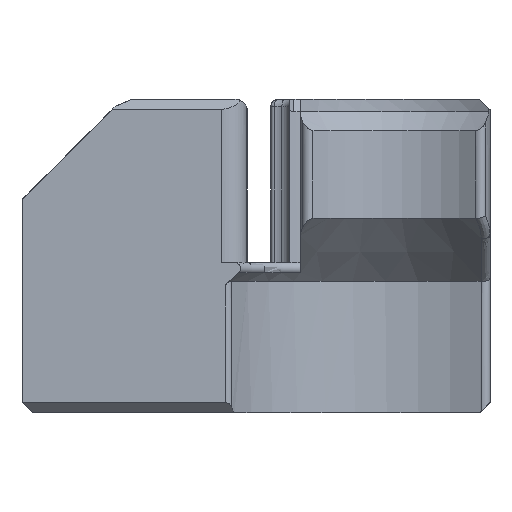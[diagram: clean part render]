
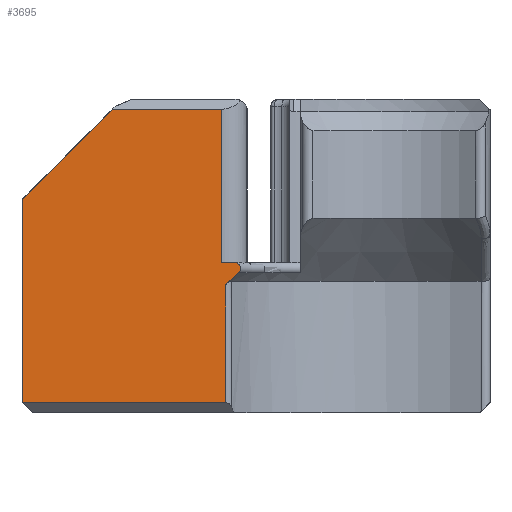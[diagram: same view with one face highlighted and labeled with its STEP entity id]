
A CAD part, front view. The second image highlights one B-rep face of the part: STEP entity #3695.
In plain terms, the highlighted planar face has unit normal (0, -1, 0).
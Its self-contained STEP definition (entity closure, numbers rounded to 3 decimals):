
#24=(
BOUNDED_CURVE()
B_SPLINE_CURVE(2,(#7805,#7806,#7807),.UNSPECIFIED.,.F.,.F.)
B_SPLINE_CURVE_WITH_KNOTS((3,3),(0.282,0.324),
 .UNSPECIFIED.)
CURVE()
GEOMETRIC_REPRESENTATION_ITEM()
RATIONAL_B_SPLINE_CURVE((1.535,1.572,1.607))
REPRESENTATION_ITEM('')
);
#92=PLANE('',#4167);
#209=LINE('',#7446,#419);
#214=LINE('',#7480,#424);
#276=LINE('',#7994,#486);
#277=LINE('',#7997,#487);
#293=LINE('',#8133,#503);
#301=LINE('',#8172,#511);
#302=LINE('',#8173,#512);
#419=VECTOR('',#4911,10.);
#424=VECTOR('',#4920,10.);
#486=VECTOR('',#5178,10.);
#487=VECTOR('',#5181,10.);
#503=VECTOR('',#5247,10.);
#511=VECTOR('',#5275,10.);
#512=VECTOR('',#5276,10.);
#883=FACE_OUTER_BOUND('',#1113,.T.);
#1113=EDGE_LOOP('',(#3371,#3372,#3373,#3374,#3375,#3376,#3377,#3378,#3379));
#1445=B_SPLINE_CURVE_WITH_KNOTS('',3,(#8155,#8156,#8157,#8158,#8159,#8160,
#8161,#8162,#8163,#8164,#8165,#8166,#8167,#8168,#8169,#8170),
 .UNSPECIFIED.,.F.,.F.,(4,2,2,2,2,2,2,4),(0.059,0.059,
0.069,0.078,0.087,0.096,
0.106,0.116),.UNSPECIFIED.);
#1656=VERTEX_POINT('',#7443);
#1657=VERTEX_POINT('',#7445);
#1662=VERTEX_POINT('',#7478);
#1732=VERTEX_POINT('',#7802);
#1733=VERTEX_POINT('',#7804);
#1753=VERTEX_POINT('',#7992);
#1754=VERTEX_POINT('',#7996);
#1771=VERTEX_POINT('',#8131);
#1776=VERTEX_POINT('',#8171);
#2132=EDGE_CURVE('',#1657,#1656,#209,.T.);
#2139=EDGE_CURVE('',#1656,#1662,#214,.T.);
#2246=EDGE_CURVE('',#1733,#1732,#24,.T.);
#2279=EDGE_CURVE('',#1753,#1733,#276,.T.);
#2280=EDGE_CURVE('',#1754,#1753,#277,.T.);
#2312=EDGE_CURVE('',#1657,#1771,#293,.T.);
#2323=EDGE_CURVE('',#1732,#1771,#1445,.T.);
#2324=EDGE_CURVE('',#1662,#1776,#301,.T.);
#2325=EDGE_CURVE('',#1776,#1754,#302,.T.);
#3371=ORIENTED_EDGE('',*,*,#2323,.T.);
#3372=ORIENTED_EDGE('',*,*,#2312,.F.);
#3373=ORIENTED_EDGE('',*,*,#2132,.T.);
#3374=ORIENTED_EDGE('',*,*,#2139,.T.);
#3375=ORIENTED_EDGE('',*,*,#2324,.T.);
#3376=ORIENTED_EDGE('',*,*,#2325,.T.);
#3377=ORIENTED_EDGE('',*,*,#2280,.T.);
#3378=ORIENTED_EDGE('',*,*,#2279,.T.);
#3379=ORIENTED_EDGE('',*,*,#2246,.T.);
#3695=ADVANCED_FACE('',(#883),#92,.F.);
#4167=AXIS2_PLACEMENT_3D('',#8154,#5273,#5274);
#4911=DIRECTION('',(0.,0.,1.));
#4920=DIRECTION('',(-1.,0.,0.));
#5178=DIRECTION('',(0.,0.,1.));
#5181=DIRECTION('',(1.,0.,0.));
#5247=DIRECTION('',(1.,0.,0.));
#5273=DIRECTION('center_axis',(0.,1.,0.));
#5274=DIRECTION('ref_axis',(1.,0.,0.));
#5275=DIRECTION('',(-0.707,0.,-0.707));
#5276=DIRECTION('',(0.,0.,-1.));
#7443=CARTESIAN_POINT('',(7.5,-15.5,6.1));
#7445=CARTESIAN_POINT('',(7.5,-15.5,0.));
#7446=CARTESIAN_POINT('',(7.5,-15.5,0.));
#7478=CARTESIAN_POINT('',(3.15,-15.5,6.1));
#7480=CARTESIAN_POINT('',(6.838,-15.5,6.1));
#7802=CARTESIAN_POINT('',(8.18,-15.5,-0.427));
#7804=CARTESIAN_POINT('',(7.664,-15.5,-0.899));
#7805=CARTESIAN_POINT('Ctrl Pts',(7.664,-15.5,-0.899));
#7806=CARTESIAN_POINT('Ctrl Pts',(7.931,-15.5,-0.654));
#7807=CARTESIAN_POINT('Ctrl Pts',(8.18,-15.5,-0.427));
#7992=CARTESIAN_POINT('',(7.664,-15.5,-5.6));
#7994=CARTESIAN_POINT('',(7.664,-15.5,-3.95));
#7996=CARTESIAN_POINT('',(-0.45,-15.5,-5.6));
#7997=CARTESIAN_POINT('',(4.213,-15.5,-5.6));
#8131=CARTESIAN_POINT('',(7.986,-15.5,0.));
#8133=CARTESIAN_POINT('',(-15.288,-15.5,0.));
#8154=CARTESIAN_POINT('Origin',(-0.45,-15.5,0.));
#8155=CARTESIAN_POINT('Ctrl Pts',(8.18,-15.5,-0.427));
#8156=CARTESIAN_POINT('Ctrl Pts',(8.182,-15.5,-0.426));
#8157=CARTESIAN_POINT('Ctrl Pts',(8.183,-15.5,-0.425));
#8158=CARTESIAN_POINT('Ctrl Pts',(8.207,-15.5,-0.402));
#8159=CARTESIAN_POINT('Ctrl Pts',(8.229,-15.5,-0.371));
#8160=CARTESIAN_POINT('Ctrl Pts',(8.254,-15.5,-0.315));
#8161=CARTESIAN_POINT('Ctrl Pts',(8.261,-15.5,-0.28));
#8162=CARTESIAN_POINT('Ctrl Pts',(8.261,-15.5,-0.22));
#8163=CARTESIAN_POINT('Ctrl Pts',(8.254,-15.5,-0.185));
#8164=CARTESIAN_POINT('Ctrl Pts',(8.229,-15.5,-0.129));
#8165=CARTESIAN_POINT('Ctrl Pts',(8.207,-15.5,-0.098));
#8166=CARTESIAN_POINT('Ctrl Pts',(8.16,-15.5,-0.054));
#8167=CARTESIAN_POINT('Ctrl Pts',(8.126,-15.5,-0.033));
#8168=CARTESIAN_POINT('Ctrl Pts',(8.062,-15.5,-0.008));
#8169=CARTESIAN_POINT('Ctrl Pts',(8.021,-15.5,0.));
#8170=CARTESIAN_POINT('Ctrl Pts',(7.986,-15.5,0.));
#8171=CARTESIAN_POINT('',(-0.45,-15.5,2.5));
#8172=CARTESIAN_POINT('',(-0.075,-15.5,2.875));
#8173=CARTESIAN_POINT('',(-0.45,-15.5,0.));
